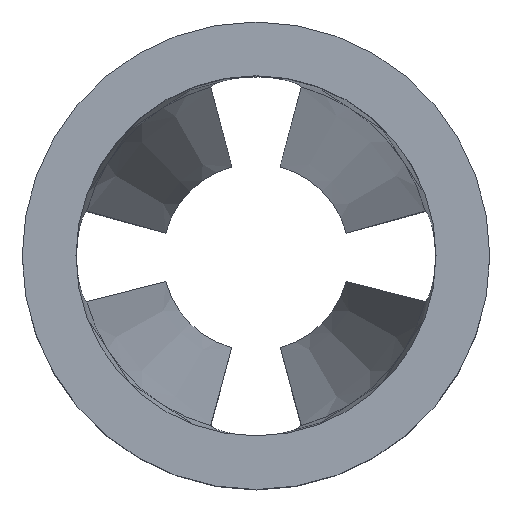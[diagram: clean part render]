
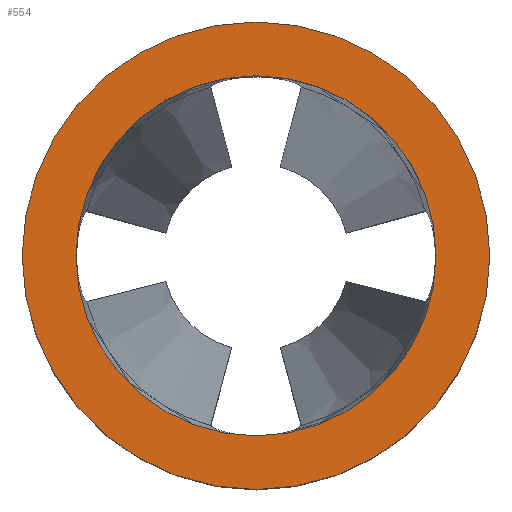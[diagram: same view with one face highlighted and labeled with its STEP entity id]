
A CAD part, top view. The second image highlights one B-rep face of the part: STEP entity #554.
In plain terms, the highlighted planar face has unit normal (0, 0, 1).
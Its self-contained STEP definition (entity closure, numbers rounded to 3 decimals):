
#125=FACE_BOUND('',#158,.T.);
#126=FACE_OUTER_BOUND('',#157,.T.);
#157=EDGE_LOOP('',(#365));
#158=EDGE_LOOP('',(#366));
#189=CIRCLE('',#600,0.435);
#190=CIRCLE('',#601,0.335);
#219=VERTEX_POINT('',#844);
#220=VERTEX_POINT('',#846);
#277=EDGE_CURVE('',#219,#219,#189,.T.);
#278=EDGE_CURVE('',#220,#220,#190,.T.);
#365=ORIENTED_EDGE('',*,*,#277,.T.);
#366=ORIENTED_EDGE('',*,*,#278,.T.);
#541=PLANE('',#599);
#554=ADVANCED_FACE('',(#126,#125),#541,.F.);
#599=AXIS2_PLACEMENT_3D('',#843,#670,#671);
#600=AXIS2_PLACEMENT_3D('',#845,#672,#673);
#601=AXIS2_PLACEMENT_3D('',#847,#674,#675);
#670=DIRECTION('center_axis',(0.,0.,-1.));
#671=DIRECTION('ref_axis',(1.,0.,0.));
#672=DIRECTION('center_axis',(0.,0.,1.));
#673=DIRECTION('ref_axis',(1.,0.,0.));
#674=DIRECTION('center_axis',(0.,0.,-1.));
#675=DIRECTION('ref_axis',(1.,0.,0.));
#843=CARTESIAN_POINT('Origin',(0.,0.,0.));
#844=CARTESIAN_POINT('',(-0.435,0.,0.));
#845=CARTESIAN_POINT('Origin',(0.,0.,0.));
#846=CARTESIAN_POINT('',(-0.335,0.,0.));
#847=CARTESIAN_POINT('Origin',(0.,0.,0.));
